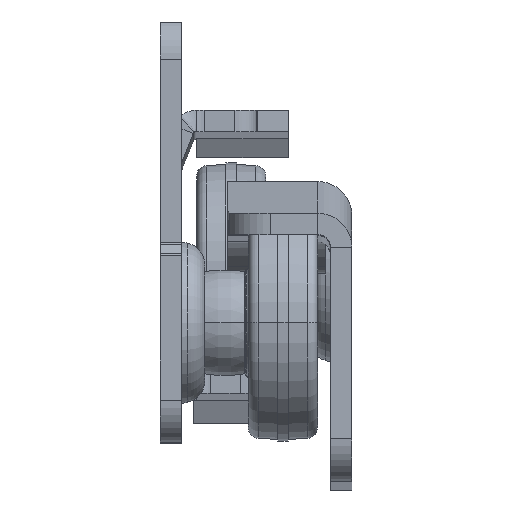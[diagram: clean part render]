
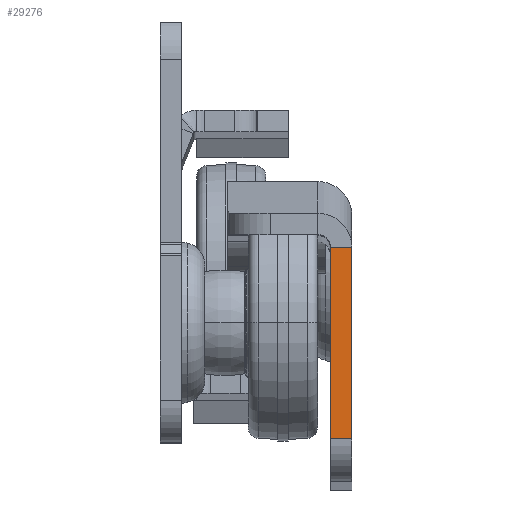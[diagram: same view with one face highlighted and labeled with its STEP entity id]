
A CAD part, top view. The second image highlights one B-rep face of the part: STEP entity #29276.
In plain terms, the highlighted planar face has unit normal (0, 0, 1).
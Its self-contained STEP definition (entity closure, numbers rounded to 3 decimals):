
#1589 = CARTESIAN_POINT ( 'NONE',  ( 0., 10.226, 445.5 ) ) ;
#3459 = ORIENTED_EDGE ( 'NONE', *, *, #42495, .F. ) ;
#4118 = VERTEX_POINT ( 'NONE', #34617 ) ;
#4212 = CARTESIAN_POINT ( 'NONE',  ( 0., -7.75, 445.5 ) ) ;
#4430 = VERTEX_POINT ( 'NONE', #8121 ) ;
#4703 = CARTESIAN_POINT ( 'NONE',  ( -2., 10.226, 445.5 ) ) ;
#6110 = LINE ( 'NONE', #42268, #32877 ) ;
#7777 = ORIENTED_EDGE ( 'NONE', *, *, #43754, .F. ) ;
#8121 = CARTESIAN_POINT ( 'NONE',  ( -2., 10.226, 445.5 ) ) ;
#8450 = CARTESIAN_POINT ( 'NONE',  ( 0., -11.75, 445.5 ) ) ;
#8657 = VECTOR ( 'NONE', #22725, 1000. ) ;
#8728 = EDGE_CURVE ( 'NONE', #4430, #4118, #6110, .T. ) ;
#10393 = AXIS2_PLACEMENT_3D ( 'NONE', #38975, #14508, #35238 ) ;
#10787 = FACE_OUTER_BOUND ( 'NONE', #42103, .T. ) ;
#12737 = EDGE_CURVE ( 'NONE', #4118, #28000, #35196, .T. ) ;
#14508 = DIRECTION ( 'NONE',  ( 0., 0., 1. ) ) ;
#17207 = DIRECTION ( 'NONE',  ( 1., 0., 0. ) ) ;
#22725 = DIRECTION ( 'NONE',  ( 1., 0., 0. ) ) ;
#24187 = LINE ( 'NONE', #8450, #28027 ) ;
#25790 = DIRECTION ( 'NONE',  ( 0., -1., 0. ) ) ;
#28000 = VERTEX_POINT ( 'NONE', #4212 ) ;
#28027 = VECTOR ( 'NONE', #40113, 1000. ) ;
#29276 = ADVANCED_FACE ( 'NONE', ( #10787 ), #47222, .T. ) ;
#32877 = VECTOR ( 'NONE', #25790, 1000. ) ;
#32983 = VECTOR ( 'NONE', #17207, 1000. ) ;
#33670 = ORIENTED_EDGE ( 'NONE', *, *, #8728, .T. ) ;
#34617 = CARTESIAN_POINT ( 'NONE',  ( -2., -7.75, 445.5 ) ) ;
#35196 = LINE ( 'NONE', #47441, #8657 ) ;
#35238 = DIRECTION ( 'NONE',  ( 1., 0., 0. ) ) ;
#37169 = ORIENTED_EDGE ( 'NONE', *, *, #12737, .T. ) ;
#38975 = CARTESIAN_POINT ( 'NONE',  ( -2., -11.75, 445.5 ) ) ;
#40113 = DIRECTION ( 'NONE',  ( 0., -1., 0. ) ) ;
#42103 = EDGE_LOOP ( 'NONE', ( #3459, #33670, #37169, #7777 ) ) ;
#42268 = CARTESIAN_POINT ( 'NONE',  ( -2., -11.75, 445.5 ) ) ;
#42495 = EDGE_CURVE ( 'NONE', #4430, #49228, #45383, .T. ) ;
#43754 = EDGE_CURVE ( 'NONE', #49228, #28000, #24187, .T. ) ;
#45383 = LINE ( 'NONE', #4703, #32983 ) ;
#47222 = PLANE ( 'NONE',  #10393 ) ;
#47441 = CARTESIAN_POINT ( 'NONE',  ( -2., -7.75, 445.5 ) ) ;
#49228 = VERTEX_POINT ( 'NONE', #1589 ) ;
